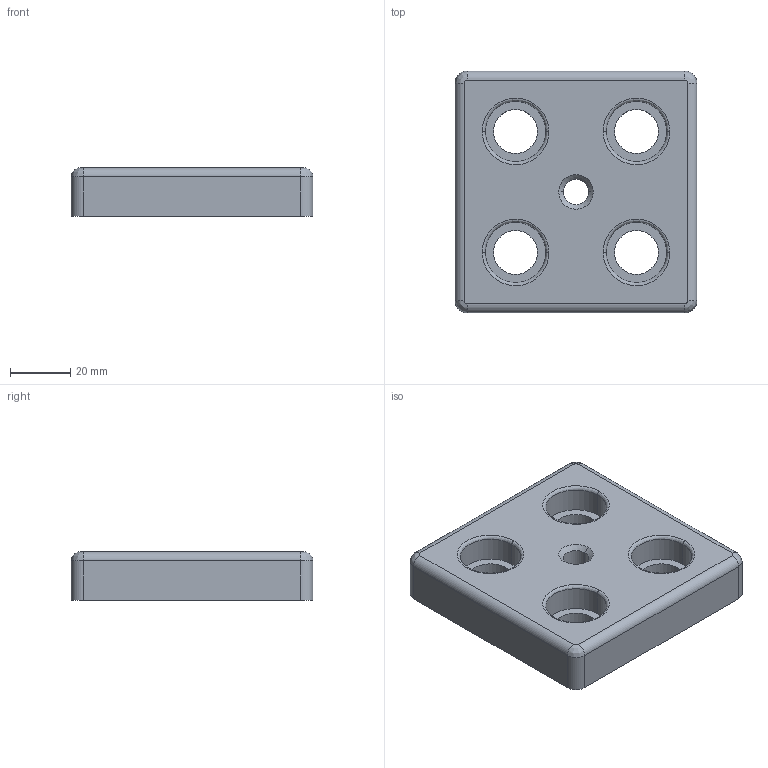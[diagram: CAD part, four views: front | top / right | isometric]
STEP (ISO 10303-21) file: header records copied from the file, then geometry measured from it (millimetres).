
FILE_DESCRIPTION (( 'STEP AP214' ), '1' );
FILE_NAME ('093t80801012s.STEP', '2014-09-05T12:30:32', ( '' ), ( '' ), 'SwSTEP 2.0', 'SolidWorks 2014', '' );
FILE_SCHEMA (( 'AUTOMOTIVE_DESIGN' ));
Length unit declared in the file: millimetre
Products named in the file (1): 093t80801012s
Bounding box: 80 x 80 x 16 mm (x, y, z)
Volume: 60221.9 mm3; surface area: 27091.8 mm2
Topology: 1 solids, 1 shells, 310 faces, 724 edges, 417 vertices
Faces by surface type: cylinder 135, bspline 118, plane 55, cone 2
Entity records: 14951 total; most frequent: CARTESIAN_POINT 4767, DIRECTION 1471, ORIENTED_EDGE 1408, EDGE_CURVE 704, AXIS2_PLACEMENT_3D 619, CIRCLE 426, VERTEX_POINT 417, EDGE_LOOP 341
